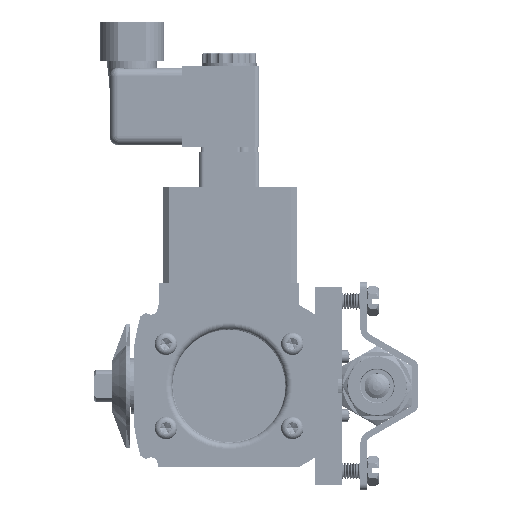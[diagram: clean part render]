
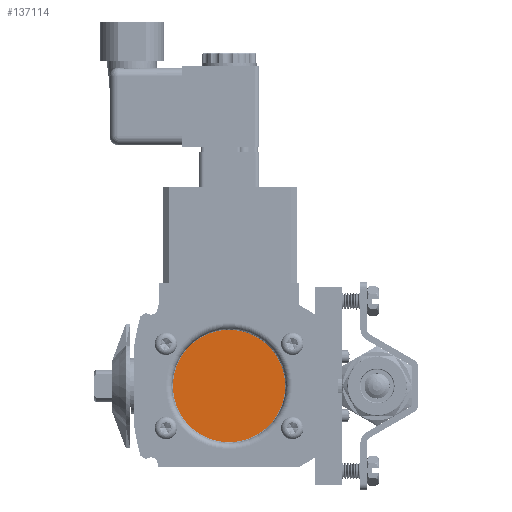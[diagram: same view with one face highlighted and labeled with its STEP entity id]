
A CAD part, left-side view. The second image highlights one B-rep face of the part: STEP entity #137114.
In plain terms, the highlighted planar face has unit normal (-1, 0, 0).
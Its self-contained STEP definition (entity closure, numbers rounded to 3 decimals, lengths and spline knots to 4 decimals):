
#11316 = CARTESIAN_POINT ( 'NONE',  ( -1.4975, 2.136, 0. ) ) ;
#15857 = DIRECTION ( 'NONE',  ( -1., 0., 0. ) ) ;
#21192 = FACE_OUTER_BOUND ( 'NONE', #92658, .T. ) ;
#26093 = DIRECTION ( 'NONE',  ( 0., 0., 1. ) ) ;
#51776 = CIRCLE ( 'NONE', #174743, 0.8105 ) ;
#53820 = EDGE_CURVE ( 'NONE', #134471, #63989, #51776, .T. ) ;
#60703 = CARTESIAN_POINT ( 'NONE',  ( -1.4975, 2.136, 0. ) ) ;
#61267 = CARTESIAN_POINT ( 'NONE',  ( -1.4975, 2.136, 0.8105 ) ) ;
#63989 = VERTEX_POINT ( 'NONE', #61267 ) ;
#66670 = AXIS2_PLACEMENT_3D ( 'NONE', #11316, #114704, #26093 ) ;
#75537 = DIRECTION ( 'NONE',  ( 0., 0., 1. ) ) ;
#92658 = EDGE_LOOP ( 'NONE', ( #159323, #117938 ) ) ;
#104416 = CARTESIAN_POINT ( 'NONE',  ( -1.4975, 2.136, 0. ) ) ;
#109118 = CARTESIAN_POINT ( 'NONE',  ( -1.4975, 2.136, -0.8105 ) ) ;
#114704 = DIRECTION ( 'NONE',  ( -1., 0., 0. ) ) ;
#117938 = ORIENTED_EDGE ( 'NONE', *, *, #145558, .T. ) ;
#119239 = DIRECTION ( 'NONE',  ( 0., 0., 1. ) ) ;
#134471 = VERTEX_POINT ( 'NONE', #109118 ) ;
#137114 = ADVANCED_FACE ( 'NONE', ( #21192 ), #149292, .T. ) ;
#145558 = EDGE_CURVE ( 'NONE', #63989, #134471, #167844, .T. ) ;
#149292 = PLANE ( 'NONE',  #153616 ) ;
#153616 = AXIS2_PLACEMENT_3D ( 'NONE', #60703, #164133, #75537 ) ;
#159323 = ORIENTED_EDGE ( 'NONE', *, *, #53820, .T. ) ;
#164133 = DIRECTION ( 'NONE',  ( -1., 0., 0. ) ) ;
#167844 = CIRCLE ( 'NONE', #66670, 0.8105 ) ;
#174743 = AXIS2_PLACEMENT_3D ( 'NONE', #104416, #15857, #119239 ) ;
